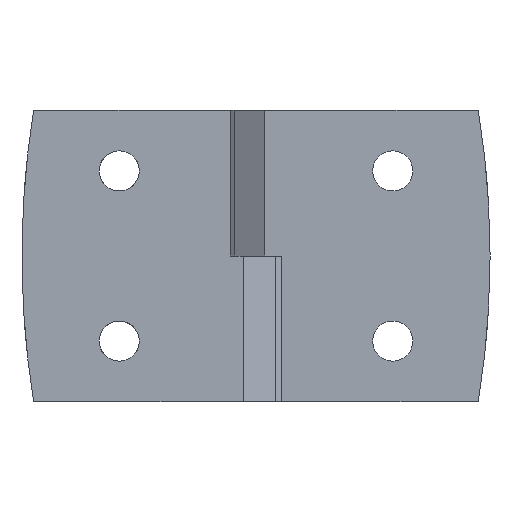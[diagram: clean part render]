
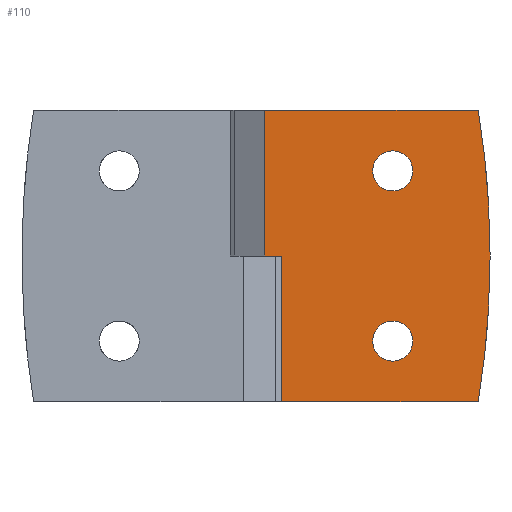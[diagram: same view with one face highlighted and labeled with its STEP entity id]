
A CAD part, front view. The second image highlights one B-rep face of the part: STEP entity #110.
In plain terms, the highlighted planar face has unit normal (0, -1, 0).
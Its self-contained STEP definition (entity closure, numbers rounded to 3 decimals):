
#110 = ADVANCED_FACE( '', ( #226, #227, #228 ), #229, .F. );
#226 = FACE_BOUND( '', #368, .T. );
#227 = FACE_BOUND( '', #369, .T. );
#228 = FACE_OUTER_BOUND( '', #370, .T. );
#229 = PLANE( '', #371 );
#368 = EDGE_LOOP( '', ( #522 ) );
#369 = EDGE_LOOP( '', ( #523 ) );
#370 = EDGE_LOOP( '', ( #524, #525, #526, #527, #528, #529, #530, #531 ) );
#371 = AXIS2_PLACEMENT_3D( '', #532, #533, #534 );
#522 = ORIENTED_EDGE( '', *, *, #805, .T. );
#523 = ORIENTED_EDGE( '', *, *, #803, .T. );
#524 = ORIENTED_EDGE( '', *, *, #806, .T. );
#525 = ORIENTED_EDGE( '', *, *, #807, .T. );
#526 = ORIENTED_EDGE( '', *, *, #808, .F. );
#527 = ORIENTED_EDGE( '', *, *, #809, .T. );
#528 = ORIENTED_EDGE( '', *, *, #810, .F. );
#529 = ORIENTED_EDGE( '', *, *, #811, .T. );
#530 = ORIENTED_EDGE( '', *, *, #812, .T. );
#531 = ORIENTED_EDGE( '', *, *, #813, .T. );
#532 = CARTESIAN_POINT( '', ( 1.4, -9., 24. ) );
#533 = DIRECTION( '', ( 0., 1., 0. ) );
#534 = DIRECTION( '', ( 0., 0., 1. ) );
#803 = EDGE_CURVE( '', #934, #934, #935, .T. );
#805 = EDGE_CURVE( '', #937, #937, #938, .T. );
#806 = EDGE_CURVE( '', #939, #940, #941, .T. );
#807 = EDGE_CURVE( '', #940, #942, #943, .F. );
#808 = EDGE_CURVE( '', #944, #942, #945, .T. );
#809 = EDGE_CURVE( '', #944, #946, #947, .F. );
#810 = EDGE_CURVE( '', #948, #946, #949, .T. );
#811 = EDGE_CURVE( '', #948, #950, #951, .T. );
#812 = EDGE_CURVE( '', #950, #952, #953, .T. );
#813 = EDGE_CURVE( '', #952, #939, #954, .T. );
#934 = VERTEX_POINT( '', #1283 );
#935 = CIRCLE( '', #1284, 3.3 );
#937 = VERTEX_POINT( '', #1286 );
#938 = CIRCLE( '', #1287, 3.3 );
#939 = VERTEX_POINT( '', #1288 );
#940 = VERTEX_POINT( '', #1289 );
#941 = LINE( '', #1290, #1291 );
#942 = VERTEX_POINT( '', #1292 );
#943 = CIRCLE( '', #1293, 150.585 );
#944 = VERTEX_POINT( '', #1294 );
#945 = LINE( '', #1295, #1296 );
#946 = VERTEX_POINT( '', #1297 );
#947 = CIRCLE( '', #1298, 150.585 );
#948 = VERTEX_POINT( '', #1299 );
#949 = LINE( '', #1300, #1301 );
#950 = VERTEX_POINT( '', #1302 );
#951 = LINE( '', #1303, #1304 );
#952 = VERTEX_POINT( '', #1305 );
#953 = LINE( '', #1306, #1307 );
#954 = LINE( '', #1308, #1309 );
#1283 = CARTESIAN_POINT( '', ( 22.5, -9., 17.3 ) );
#1284 = AXIS2_PLACEMENT_3D( '', #1643, #1644, #1645 );
#1286 = CARTESIAN_POINT( '', ( 22.5, -9., -10.7 ) );
#1287 = AXIS2_PLACEMENT_3D( '', #1646, #1647, #1648 );
#1288 = CARTESIAN_POINT( '', ( 4.2, -9., -24. ) );
#1289 = CARTESIAN_POINT( '', ( 36.576, -9., -24. ) );
#1290 = CARTESIAN_POINT( '', ( 1.4, -9., -24. ) );
#1291 = VECTOR( '', #1649, 1000. );
#1292 = CARTESIAN_POINT( '', ( 38.5, -9., -0.549 ) );
#1293 = AXIS2_PLACEMENT_3D( '', #1650, #1651, #1652 );
#1294 = CARTESIAN_POINT( '', ( 38.5, -9., 0.549 ) );
#1295 = CARTESIAN_POINT( '', ( 38.5, -9., 24. ) );
#1296 = VECTOR( '', #1653, 1000. );
#1297 = CARTESIAN_POINT( '', ( 36.576, -9., 24. ) );
#1298 = AXIS2_PLACEMENT_3D( '', #1654, #1655, #1656 );
#1299 = CARTESIAN_POINT( '', ( 1.4, -9., 24. ) );
#1300 = CARTESIAN_POINT( '', ( 1.4, -9., 24. ) );
#1301 = VECTOR( '', #1657, 1000. );
#1302 = CARTESIAN_POINT( '', ( 1.4, -9., 0. ) );
#1303 = CARTESIAN_POINT( '', ( 1.4, -9., 24. ) );
#1304 = VECTOR( '', #1658, 1000. );
#1305 = CARTESIAN_POINT( '', ( 4.2, -9., 0. ) );
#1306 = CARTESIAN_POINT( '', ( 1.4, -9., 0. ) );
#1307 = VECTOR( '', #1659, 1000. );
#1308 = CARTESIAN_POINT( '', ( 4.2, -9., 24. ) );
#1309 = VECTOR( '', #1660, 1000. );
#1643 = CARTESIAN_POINT( '', ( 22.5, -9., 14. ) );
#1644 = DIRECTION( '', ( 0., 1., 0. ) );
#1645 = DIRECTION( '', ( 0., 0., 1. ) );
#1646 = CARTESIAN_POINT( '', ( 22.5, -9., -14. ) );
#1647 = DIRECTION( '', ( 0., 1., 0. ) );
#1648 = DIRECTION( '', ( 0., 0., 1. ) );
#1649 = DIRECTION( '', ( 1., 0., 0. ) );
#1650 = CARTESIAN_POINT( '', ( -112.084, -9., 0. ) );
#1651 = DIRECTION( '', ( 0., 1., 0. ) );
#1652 = DIRECTION( '', ( 0., 0., 1. ) );
#1653 = DIRECTION( '', ( 0., 0., -1. ) );
#1654 = CARTESIAN_POINT( '', ( -112.084, -9., 0. ) );
#1655 = DIRECTION( '', ( 0., 1., 0. ) );
#1656 = DIRECTION( '', ( 0., 0., 1. ) );
#1657 = DIRECTION( '', ( 1., 0., 0. ) );
#1658 = DIRECTION( '', ( 0., 0., -1. ) );
#1659 = DIRECTION( '', ( 1., 0., 0. ) );
#1660 = DIRECTION( '', ( 0., 0., -1. ) );
